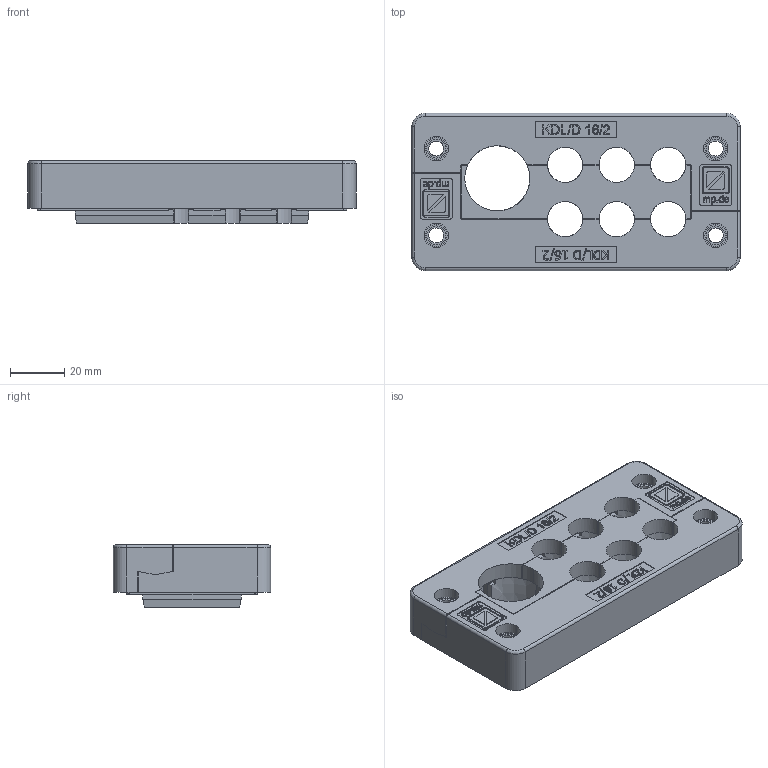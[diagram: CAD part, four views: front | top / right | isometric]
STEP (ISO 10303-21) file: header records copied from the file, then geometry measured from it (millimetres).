
FILE_DESCRIPTION (( 'STEP AP203' ), '1' );
FILE_NAME ('568328.step', '2019-11-21T17:25:20', ( '' ), ( '' ), 'SwSTEP 2.0', 'SolidWorks 2019', '' );
FILE_SCHEMA (( 'CONFIG_CONTROL_DESIGN' ));
Length unit declared in the file: inch
Products named in the file (1): 568328
Bounding box: 121 x 58 x 23 mm (x, y, z)
Volume: 92453.1 mm3; surface area: 49368.6 mm2
Topology: 4 solids, 4 shells, 1456 faces, 3919 edges, 2582 vertices
Faces by surface type: plane 818, bspline 322, cylinder 258, cone 58
Entity records: 50002 total; most frequent: CARTESIAN_POINT 15516, ORIENTED_EDGE 7838, DIRECTION 5916, EDGE_CURVE 3919, VERTEX_POINT 2582, VECTOR 2526, LINE 2526, AXIS2_PLACEMENT_3D 1695
